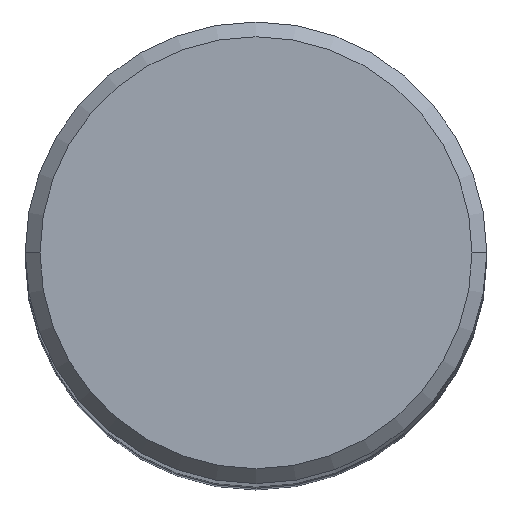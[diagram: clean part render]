
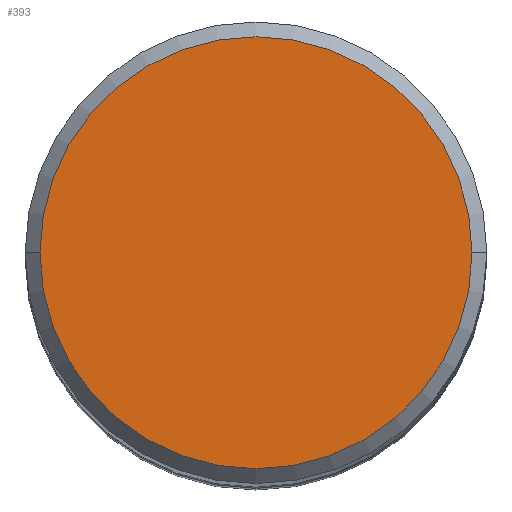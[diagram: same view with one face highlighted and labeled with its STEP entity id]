
A CAD part, top view. The second image highlights one B-rep face of the part: STEP entity #393.
In plain terms, the highlighted planar face has unit normal (0, 0, 1).
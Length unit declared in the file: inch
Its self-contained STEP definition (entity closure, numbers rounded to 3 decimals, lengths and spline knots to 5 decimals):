
#23 = AXIS2_PLACEMENT_3D ( 'NONE', #251, #100, #544 ) ;
#85 = EDGE_LOOP ( 'NONE', ( #131, #553 ) ) ;
#99 = DIRECTION ( 'NONE',  ( 0., 0., -1. ) ) ;
#100 = DIRECTION ( 'NONE',  ( 0., 0., 1. ) ) ;
#131 = ORIENTED_EDGE ( 'NONE', *, *, #133, .T. ) ;
#133 = EDGE_CURVE ( 'NONE', #461, #211, #403, .T. ) ;
#138 = DIRECTION ( 'NONE',  ( 1., 0., 0. ) ) ;
#143 = CARTESIAN_POINT ( 'NONE',  ( 0., 0.2925, 0. ) ) ;
#211 = VERTEX_POINT ( 'NONE', #338 ) ;
#217 = FACE_OUTER_BOUND ( 'NONE', #85, .T. ) ;
#251 = CARTESIAN_POINT ( 'NONE',  ( 0., 0., 0. ) ) ;
#261 = DIRECTION ( 'NONE',  ( 0., 0., 1. ) ) ;
#264 = DIRECTION ( 'NONE',  ( -1., 0., 0. ) ) ;
#322 = CARTESIAN_POINT ( 'NONE',  ( -0.2925, 0., 0. ) ) ;
#338 = CARTESIAN_POINT ( 'NONE',  ( 0.2925, 0., 0. ) ) ;
#372 = EDGE_CURVE ( 'NONE', #211, #461, #534, .T. ) ;
#393 = ADVANCED_FACE ( 'NONE', ( #217 ), #399, .F. ) ;
#399 = PLANE ( 'NONE',  #499 ) ;
#403 = CIRCLE ( 'NONE', #23, 0.2925 ) ;
#461 = VERTEX_POINT ( 'NONE', #322 ) ;
#499 = AXIS2_PLACEMENT_3D ( 'NONE', #143, #99, #264 ) ;
#502 = AXIS2_PLACEMENT_3D ( 'NONE', #528, #261, #138 ) ;
#528 = CARTESIAN_POINT ( 'NONE',  ( 0., 0., 0. ) ) ;
#534 = CIRCLE ( 'NONE', #502, 0.2925 ) ;
#544 = DIRECTION ( 'NONE',  ( 1., 0., 0. ) ) ;
#553 = ORIENTED_EDGE ( 'NONE', *, *, #372, .T. ) ;
